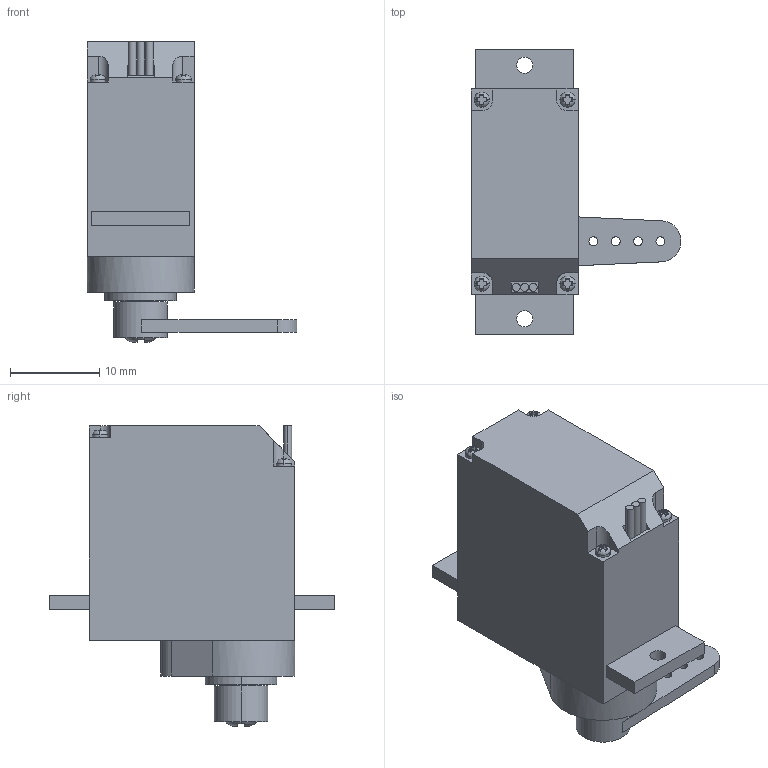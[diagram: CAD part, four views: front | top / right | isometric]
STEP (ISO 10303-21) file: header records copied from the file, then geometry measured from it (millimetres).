
FILE_DESCRIPTION(('Creo Elements/Direct Modeling STEP Export'),'2;1');
FILE_NAME('XGD-11HMB.stp','2016-02-12T23:22:56',(''),(''),'Creo Elements/Direct Modeling STEP processor for AP214 (Solid Model)','Creo Elements/Direct Modeling 18.1C 24-Feb-2013 (C) Parametric Technology GmbH','');
FILE_SCHEMA(('AUTOMOTIVE_DESIGN { 1 0 10303 214 1 1 1 1 }'));
Length unit declared in the file: millimetre
Products named in the file (4): XGD-11HMBody; Arm; screw; XGD-11HMB
Assembly tree (3 placements, depth 2):
  XGD-11HMB
    screw
    Arm
    XGD-11HMBody
Bounding box: 23.5 x 32 x 33.6 mm (x, y, z)
Volume: 7438.7 mm3; surface area: 3169.5 mm2
Topology: 3 solids, 3 shells, 227 faces, 600 edges, 395 vertices
Faces by surface type: plane 124, cylinder 71, cone 22, torus 10
Entity records: 8637 total; most frequent: CARTESIAN_POINT 2985, ORIENTED_EDGE 1200, DIRECTION 1023, EDGE_CURVE 600, VERTEX_POINT 395, AXIS2_PLACEMENT_3D 359, VECTOR 305, LINE 305
